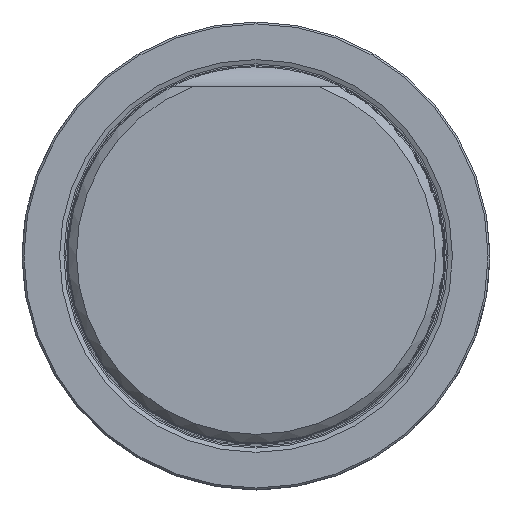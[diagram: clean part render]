
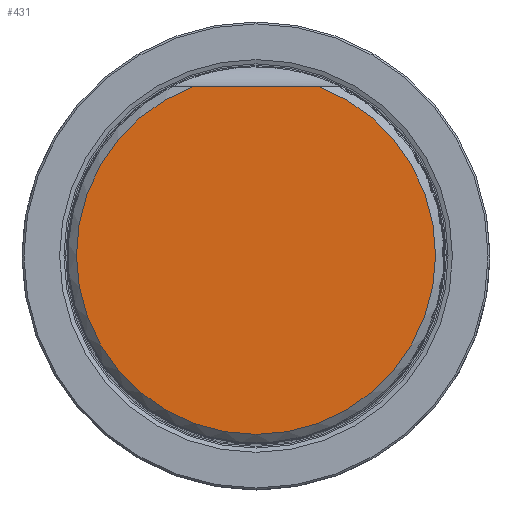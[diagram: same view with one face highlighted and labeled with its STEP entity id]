
A CAD part, top view. The second image highlights one B-rep face of the part: STEP entity #431.
In plain terms, the highlighted planar face has unit normal (0, 0, 1).
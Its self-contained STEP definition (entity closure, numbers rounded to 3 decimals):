
#317=PLANE('',#4543);
#431=ADVANCED_FACE('CU_SU_1',(#729),#317,.F.);
#729=FACE_OUTER_BOUND('',#962,.T.);
#962=EDGE_LOOP('',(#2147,#2148));
#1227=CIRCLE('',#4542,18.996);
#1522=LINE('',#6656,#1747);
#1747=VECTOR('',#5169,1.);
#2147=ORIENTED_EDGE('',*,*,#3745,.F.);
#2148=ORIENTED_EDGE('',*,*,#3746,.F.);
#3308=VERTEX_POINT('',#6654);
#3309=VERTEX_POINT('',#6655);
#3745=EDGE_CURVE('',#3308,#3309,#1227,.T.);
#3746=EDGE_CURVE('',#3309,#3308,#1522,.T.);
#4542=AXIS2_PLACEMENT_3D('',#6653,#5167,#5168);
#4543=AXIS2_PLACEMENT_3D('',#6657,#5170,#5171);
#5167=DIRECTION('',(0.,0.,-1.));
#5168=DIRECTION('',(0.,-1.,0.));
#5169=DIRECTION('',(1.,0.,0.));
#5170=DIRECTION('',(0.,0.,-1.));
#5171=DIRECTION('',(0.,-1.,0.));
#6653=CARTESIAN_POINT('',(0.,0.,70.));
#6654=CARTESIAN_POINT('',(6.623,17.804,70.));
#6655=CARTESIAN_POINT('',(-6.623,17.804,70.));
#6656=CARTESIAN_POINT('',(-19.996,17.804,70.));
#6657=CARTESIAN_POINT('',(0.,0.,70.));
